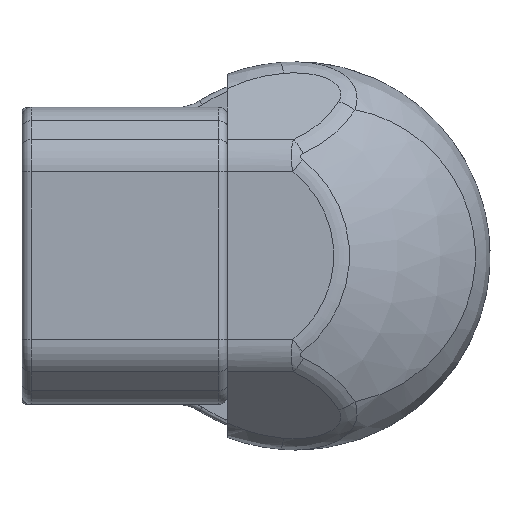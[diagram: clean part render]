
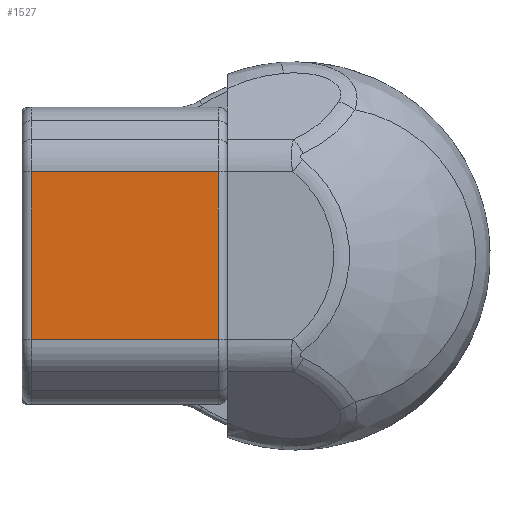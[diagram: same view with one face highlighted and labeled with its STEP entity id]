
A CAD part, top view. The second image highlights one B-rep face of the part: STEP entity #1527.
In plain terms, the highlighted face is planar.
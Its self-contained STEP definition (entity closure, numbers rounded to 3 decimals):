
#510 = CARTESIAN_POINT ( 'NONE',  ( -17., 18.358, -55. ) ) ;
#871 = DIRECTION ( 'NONE',  ( 0., 0., -1. ) ) ;
#987 = EDGE_CURVE ( 'NONE', #6319, #7145, #2275, .T. ) ;
#1527 = ADVANCED_FACE ( 'NONE', ( #3702 ), #5670, .T. ) ;
#1718 = LINE ( 'NONE', #11444, #6839 ) ;
#1931 = ORIENTED_EDGE ( 'NONE', *, *, #9468, .F. ) ;
#2190 = VERTEX_POINT ( 'NONE', #510 ) ;
#2275 = LINE ( 'NONE', #8965, #3899 ) ;
#2786 = CARTESIAN_POINT ( 'NONE',  ( -60., -18.358, -55. ) ) ;
#3210 = EDGE_CURVE ( 'NONE', #2190, #8232, #1718, .T. ) ;
#3343 = DIRECTION ( 'NONE',  ( 0., 1., 0. ) ) ;
#3702 = FACE_OUTER_BOUND ( 'NONE', #9649, .T. ) ;
#3899 = VECTOR ( 'NONE', #3343, 1000. ) ;
#5670 = PLANE ( 'NONE',  #10200 ) ;
#5680 = VECTOR ( 'NONE', #12341, 1000. ) ;
#6319 = VERTEX_POINT ( 'NONE', #10895 ) ;
#6443 = LINE ( 'NONE', #2786, #9050 ) ;
#6450 = CARTESIAN_POINT ( 'NONE',  ( -58., 18.358, -55. ) ) ;
#6597 = DIRECTION ( 'NONE',  ( 0., -1., 0. ) ) ;
#6671 = DIRECTION ( 'NONE',  ( 1., 0., 0. ) ) ;
#6839 = VECTOR ( 'NONE', #6597, 1000. ) ;
#6985 = ORIENTED_EDGE ( 'NONE', *, *, #9336, .T. ) ;
#7145 = VERTEX_POINT ( 'NONE', #6450 ) ;
#8232 = VERTEX_POINT ( 'NONE', #11600 ) ;
#8965 = CARTESIAN_POINT ( 'NONE',  ( -58., 18.358, -55. ) ) ;
#9050 = VECTOR ( 'NONE', #6671, 1000. ) ;
#9336 = EDGE_CURVE ( 'NONE', #7145, #2190, #12403, .T. ) ;
#9468 = EDGE_CURVE ( 'NONE', #6319, #8232, #6443, .T. ) ;
#9583 = CARTESIAN_POINT ( 'NONE',  ( -15., 0., -55. ) ) ;
#9649 = EDGE_LOOP ( 'NONE', ( #6985, #10195, #1931, #11196 ) ) ;
#10195 = ORIENTED_EDGE ( 'NONE', *, *, #3210, .T. ) ;
#10200 = AXIS2_PLACEMENT_3D ( 'NONE', #9583, #871, #11550 ) ;
#10895 = CARTESIAN_POINT ( 'NONE',  ( -58., -18.358, -55. ) ) ;
#11196 = ORIENTED_EDGE ( 'NONE', *, *, #987, .T. ) ;
#11444 = CARTESIAN_POINT ( 'NONE',  ( -17., 0., -55. ) ) ;
#11550 = DIRECTION ( 'NONE',  ( 0., -1., 0. ) ) ;
#11600 = CARTESIAN_POINT ( 'NONE',  ( -17., -18.358, -55. ) ) ;
#12341 = DIRECTION ( 'NONE',  ( 1., 0., 0. ) ) ;
#12403 = LINE ( 'NONE', #12530, #5680 ) ;
#12530 = CARTESIAN_POINT ( 'NONE',  ( -60., 18.358, -55. ) ) ;
